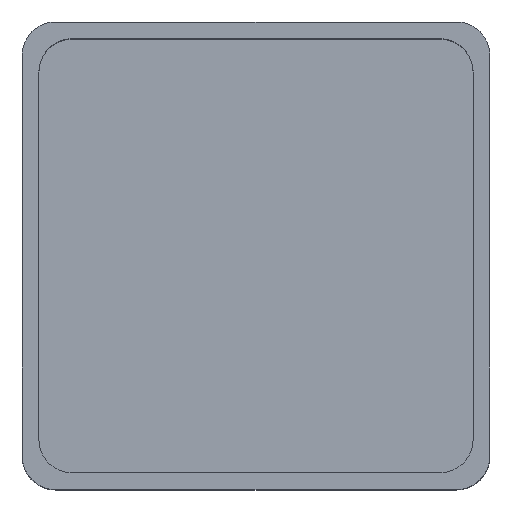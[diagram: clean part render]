
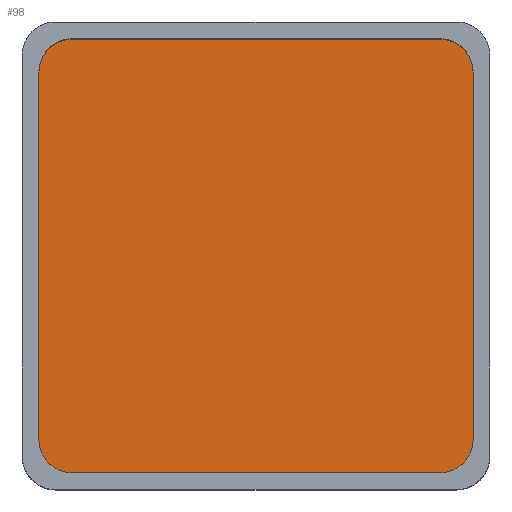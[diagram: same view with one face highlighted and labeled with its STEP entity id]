
A CAD part, top view. The second image highlights one B-rep face of the part: STEP entity #98.
In plain terms, the highlighted planar face has unit normal (0, 0, 1).
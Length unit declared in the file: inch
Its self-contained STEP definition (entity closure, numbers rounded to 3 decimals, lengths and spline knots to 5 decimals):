
#98=ADVANCED_FACE('',(#199),#200,.T.);
#199=FACE_OUTER_BOUND('',#505,.T.);
#200=PLANE('',#506);
#505=EDGE_LOOP('',(#788,#789,#790,#791,#792,#793,#794,#795));
#506=AXIS2_PLACEMENT_3D('',#796,#797,#798);
#788=ORIENTED_EDGE('',*,*,#959,.T.);
#789=ORIENTED_EDGE('',*,*,#944,.T.);
#790=ORIENTED_EDGE('',*,*,#924,.T.);
#791=ORIENTED_EDGE('',*,*,#884,.T.);
#792=ORIENTED_EDGE('',*,*,#960,.T.);
#793=ORIENTED_EDGE('',*,*,#932,.T.);
#794=ORIENTED_EDGE('',*,*,#961,.T.);
#795=ORIENTED_EDGE('',*,*,#950,.T.);
#796=CARTESIAN_POINT('',(0.6875,0.8125,0.0));
#797=DIRECTION('',(0.0,0.0,1.0));
#798=DIRECTION('',(1.0,0.0,0.0));
#884=EDGE_CURVE('',#1008,#1009,#1010,.T.);
#924=EDGE_CURVE('',#1072,#1008,#1073,.T.);
#932=EDGE_CURVE('',#1083,#1084,#1085,.T.);
#944=EDGE_CURVE('',#1097,#1072,#1098,.T.);
#950=EDGE_CURVE('',#1104,#1105,#1106,.T.);
#959=EDGE_CURVE('',#1105,#1097,#1115,.T.);
#960=EDGE_CURVE('',#1009,#1083,#1116,.T.);
#961=EDGE_CURVE('',#1084,#1104,#1117,.T.);
#1008=VERTEX_POINT('',#1196);
#1009=VERTEX_POINT('',#1197);
#1010=LINE('',#1198,#1199);
#1072=VERTEX_POINT('',#1322);
#1073=B_SPLINE_CURVE_WITH_KNOTS('',3,(#1323,#1324,#1325,#1326),.UNSPECIFIED.,.F.,.F.,(4,4),(-1.0,-0.0),.UNSPECIFIED.);
#1083=VERTEX_POINT('',#1346);
#1084=VERTEX_POINT('',#1347);
#1085=LINE('',#1348,#1349);
#1097=VERTEX_POINT('',#1373);
#1098=LINE('',#1374,#1375);
#1104=VERTEX_POINT('',#1392);
#1105=VERTEX_POINT('',#1393);
#1106=LINE('',#1394,#1395);
#1115=B_SPLINE_CURVE_WITH_KNOTS('',3,(#1409,#1410,#1411,#1412),.UNSPECIFIED.,.F.,.F.,(4,4),(-1.0,-0.0),.UNSPECIFIED.);
#1116=B_SPLINE_CURVE_WITH_KNOTS('',3,(#1413,#1414,#1415,#1416),.UNSPECIFIED.,.F.,.F.,(4,4),(-1.0,-0.0),.UNSPECIFIED.);
#1117=B_SPLINE_CURVE_WITH_KNOTS('',3,(#1417,#1418,#1419,#1420),.UNSPECIFIED.,.F.,.F.,(4,4),(-1.0,-0.0),.UNSPECIFIED.);
#1196=CARTESIAN_POINT('',(-0.125,1.5,0.0));
#1197=CARTESIAN_POINT('',(-0.125,0.125,0.0));
#1198=CARTESIAN_POINT('',(-0.125,0.8125,0.0));
#1199=VECTOR('',#1442,1.0);
#1322=CARTESIAN_POINT('',(0.0,1.625,0.0));
#1323=CARTESIAN_POINT('',(0.0,1.625,0.0));
#1324=CARTESIAN_POINT('',(-0.06904,1.625,0.0));
#1325=CARTESIAN_POINT('',(-0.125,1.56904,0.0));
#1326=CARTESIAN_POINT('',(-0.125,1.5,0.0));
#1346=CARTESIAN_POINT('',(0.0,0.0,0.0));
#1347=CARTESIAN_POINT('',(1.375,0.0,0.0));
#1348=CARTESIAN_POINT('',(0.6875,0.0,0.0));
#1349=VECTOR('',#1496,1.0);
#1373=CARTESIAN_POINT('',(1.375,1.625,0.0));
#1374=CARTESIAN_POINT('',(0.6875,1.625,0.0));
#1375=VECTOR('',#1509,1.0);
#1392=CARTESIAN_POINT('',(1.5,0.125,0.0));
#1393=CARTESIAN_POINT('',(1.5,1.5,0.0));
#1394=CARTESIAN_POINT('',(1.5,0.8125,0.0));
#1395=VECTOR('',#1512,1.0);
#1409=CARTESIAN_POINT('',(1.5,1.5,0.0));
#1410=CARTESIAN_POINT('',(1.5,1.56904,0.0));
#1411=CARTESIAN_POINT('',(1.44404,1.625,0.0));
#1412=CARTESIAN_POINT('',(1.375,1.625,0.0));
#1413=CARTESIAN_POINT('',(-0.125,0.125,0.0));
#1414=CARTESIAN_POINT('',(-0.125,0.05596,0.0));
#1415=CARTESIAN_POINT('',(-0.06904,0.0,0.0));
#1416=CARTESIAN_POINT('',(0.0,0.0,0.0));
#1417=CARTESIAN_POINT('',(1.375,0.0,0.0));
#1418=CARTESIAN_POINT('',(1.44404,0.0,0.0));
#1419=CARTESIAN_POINT('',(1.5,0.05596,0.0));
#1420=CARTESIAN_POINT('',(1.5,0.125,0.0));
#1442=DIRECTION('',(0.0,-1.0,0.0));
#1496=DIRECTION('',(1.0,0.0,0.0));
#1509=DIRECTION('',(-1.0,0.0,0.0));
#1512=DIRECTION('',(0.0,1.0,-0.0));
